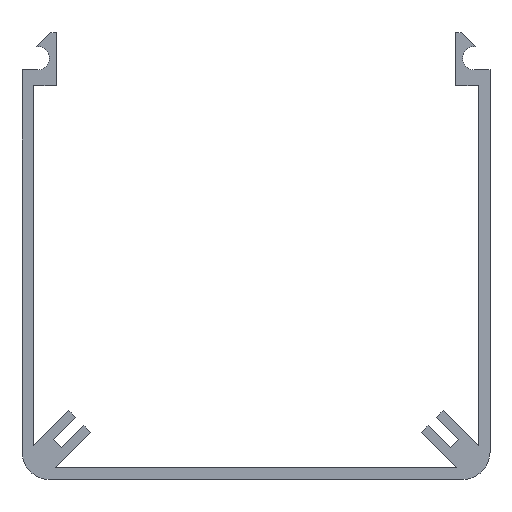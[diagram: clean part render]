
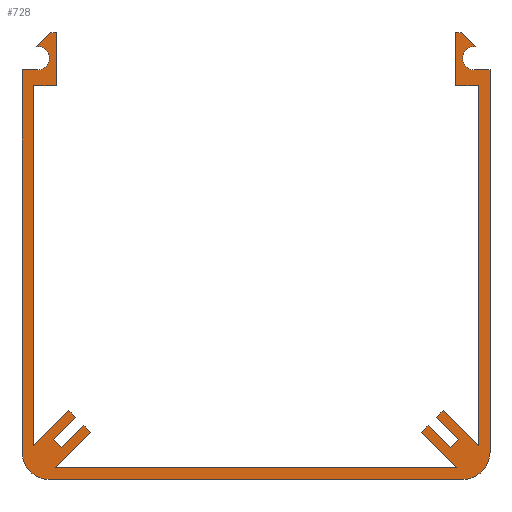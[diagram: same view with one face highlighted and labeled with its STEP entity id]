
A CAD part, top view. The second image highlights one B-rep face of the part: STEP entity #728.
In plain terms, the highlighted planar face has unit normal (0, 0, 1).
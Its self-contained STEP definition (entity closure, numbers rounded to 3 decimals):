
#46=PLANE('',#792);
#82=FACE_OUTER_BOUND('',#118,.T.);
#118=EDGE_LOOP('',(#655,#656,#657,#658,#659,#660,#661,#662,#663,#664,#665,
#666,#667,#668,#669,#670,#671,#672,#673,#674,#675,#676,#677,#678,#679,#680,
#681,#682,#683,#684,#685,#686,#687,#688));
#123=LINE('',#992,#217);
#155=LINE('',#1064,#249);
#156=LINE('',#1067,#250);
#158=LINE('',#1071,#252);
#161=LINE('',#1079,#255);
#163=LINE('',#1083,#257);
#165=LINE('',#1087,#259);
#167=LINE('',#1091,#261);
#169=LINE('',#1095,#263);
#171=LINE('',#1099,#265);
#173=LINE('',#1103,#267);
#175=LINE('',#1107,#269);
#177=LINE('',#1111,#271);
#179=LINE('',#1115,#273);
#181=LINE('',#1119,#275);
#183=LINE('',#1123,#277);
#185=LINE('',#1127,#279);
#187=LINE('',#1131,#281);
#189=LINE('',#1135,#283);
#191=LINE('',#1139,#285);
#193=LINE('',#1143,#287);
#195=LINE('',#1147,#289);
#197=LINE('',#1151,#291);
#199=LINE('',#1155,#293);
#201=LINE('',#1159,#295);
#203=LINE('',#1163,#297);
#205=LINE('',#1167,#299);
#207=LINE('',#1171,#301);
#209=LINE('',#1175,#303);
#212=LINE('',#1182,#306);
#217=VECTOR('',#807,10.);
#249=VECTOR('',#853,10.);
#250=VECTOR('',#856,10.);
#252=VECTOR('',#860,10.);
#255=VECTOR('',#869,10.);
#257=VECTOR('',#873,10.);
#259=VECTOR('',#877,10.);
#261=VECTOR('',#881,10.);
#263=VECTOR('',#885,10.);
#265=VECTOR('',#889,10.);
#267=VECTOR('',#893,10.);
#269=VECTOR('',#897,10.);
#271=VECTOR('',#901,10.);
#273=VECTOR('',#905,10.);
#275=VECTOR('',#909,10.);
#277=VECTOR('',#913,10.);
#279=VECTOR('',#917,10.);
#281=VECTOR('',#921,10.);
#283=VECTOR('',#925,10.);
#285=VECTOR('',#929,10.);
#287=VECTOR('',#933,10.);
#289=VECTOR('',#937,10.);
#291=VECTOR('',#941,10.);
#293=VECTOR('',#945,10.);
#295=VECTOR('',#949,10.);
#297=VECTOR('',#953,10.);
#299=VECTOR('',#957,10.);
#301=VECTOR('',#961,10.);
#303=VECTOR('',#965,10.);
#306=VECTOR('',#974,10.);
#307=CIRCLE('',#750,3.5);
#312=CIRCLE('',#758,3.5);
#313=CIRCLE('',#763,1.5);
#314=CIRCLE('',#790,1.5);
#315=VERTEX_POINT('',#979);
#316=VERTEX_POINT('',#980);
#320=VERTEX_POINT('',#990);
#352=VERTEX_POINT('',#1058);
#353=VERTEX_POINT('',#1062);
#354=VERTEX_POINT('',#1066);
#355=VERTEX_POINT('',#1070);
#356=VERTEX_POINT('',#1074);
#357=VERTEX_POINT('',#1078);
#358=VERTEX_POINT('',#1082);
#359=VERTEX_POINT('',#1086);
#360=VERTEX_POINT('',#1090);
#361=VERTEX_POINT('',#1094);
#362=VERTEX_POINT('',#1098);
#363=VERTEX_POINT('',#1102);
#364=VERTEX_POINT('',#1106);
#365=VERTEX_POINT('',#1110);
#366=VERTEX_POINT('',#1114);
#367=VERTEX_POINT('',#1118);
#368=VERTEX_POINT('',#1122);
#369=VERTEX_POINT('',#1126);
#370=VERTEX_POINT('',#1130);
#371=VERTEX_POINT('',#1134);
#372=VERTEX_POINT('',#1138);
#373=VERTEX_POINT('',#1142);
#374=VERTEX_POINT('',#1146);
#375=VERTEX_POINT('',#1150);
#376=VERTEX_POINT('',#1154);
#377=VERTEX_POINT('',#1158);
#378=VERTEX_POINT('',#1162);
#379=VERTEX_POINT('',#1166);
#380=VERTEX_POINT('',#1170);
#381=VERTEX_POINT('',#1174);
#382=VERTEX_POINT('',#1178);
#383=EDGE_CURVE('',#315,#316,#307,.T.);
#389=EDGE_CURVE('',#320,#315,#123,.T.);
#422=EDGE_CURVE('',#352,#320,#312,.T.);
#425=EDGE_CURVE('',#353,#352,#155,.T.);
#426=EDGE_CURVE('',#316,#354,#156,.T.);
#428=EDGE_CURVE('',#354,#355,#158,.T.);
#430=EDGE_CURVE('',#355,#356,#313,.T.);
#432=EDGE_CURVE('',#356,#357,#161,.T.);
#434=EDGE_CURVE('',#357,#358,#163,.T.);
#436=EDGE_CURVE('',#358,#359,#165,.T.);
#438=EDGE_CURVE('',#359,#360,#167,.T.);
#440=EDGE_CURVE('',#360,#361,#169,.T.);
#442=EDGE_CURVE('',#361,#362,#171,.T.);
#444=EDGE_CURVE('',#362,#363,#173,.T.);
#446=EDGE_CURVE('',#363,#364,#175,.T.);
#448=EDGE_CURVE('',#364,#365,#177,.T.);
#450=EDGE_CURVE('',#365,#366,#179,.T.);
#452=EDGE_CURVE('',#366,#367,#181,.T.);
#454=EDGE_CURVE('',#367,#368,#183,.T.);
#456=EDGE_CURVE('',#368,#369,#185,.T.);
#458=EDGE_CURVE('',#369,#370,#187,.T.);
#460=EDGE_CURVE('',#370,#371,#189,.T.);
#462=EDGE_CURVE('',#371,#372,#191,.T.);
#464=EDGE_CURVE('',#372,#373,#193,.T.);
#466=EDGE_CURVE('',#373,#374,#195,.T.);
#468=EDGE_CURVE('',#374,#375,#197,.T.);
#470=EDGE_CURVE('',#375,#376,#199,.T.);
#472=EDGE_CURVE('',#376,#377,#201,.T.);
#474=EDGE_CURVE('',#377,#378,#203,.T.);
#476=EDGE_CURVE('',#378,#379,#205,.T.);
#478=EDGE_CURVE('',#379,#380,#207,.T.);
#480=EDGE_CURVE('',#380,#381,#209,.T.);
#482=EDGE_CURVE('',#381,#382,#314,.T.);
#484=EDGE_CURVE('',#382,#353,#212,.T.);
#655=ORIENTED_EDGE('',*,*,#383,.F.);
#656=ORIENTED_EDGE('',*,*,#389,.F.);
#657=ORIENTED_EDGE('',*,*,#422,.F.);
#658=ORIENTED_EDGE('',*,*,#425,.F.);
#659=ORIENTED_EDGE('',*,*,#484,.F.);
#660=ORIENTED_EDGE('',*,*,#482,.F.);
#661=ORIENTED_EDGE('',*,*,#480,.F.);
#662=ORIENTED_EDGE('',*,*,#478,.F.);
#663=ORIENTED_EDGE('',*,*,#476,.F.);
#664=ORIENTED_EDGE('',*,*,#474,.F.);
#665=ORIENTED_EDGE('',*,*,#472,.F.);
#666=ORIENTED_EDGE('',*,*,#470,.F.);
#667=ORIENTED_EDGE('',*,*,#468,.F.);
#668=ORIENTED_EDGE('',*,*,#466,.F.);
#669=ORIENTED_EDGE('',*,*,#464,.F.);
#670=ORIENTED_EDGE('',*,*,#462,.F.);
#671=ORIENTED_EDGE('',*,*,#460,.F.);
#672=ORIENTED_EDGE('',*,*,#458,.F.);
#673=ORIENTED_EDGE('',*,*,#456,.F.);
#674=ORIENTED_EDGE('',*,*,#454,.F.);
#675=ORIENTED_EDGE('',*,*,#452,.F.);
#676=ORIENTED_EDGE('',*,*,#450,.F.);
#677=ORIENTED_EDGE('',*,*,#448,.F.);
#678=ORIENTED_EDGE('',*,*,#446,.F.);
#679=ORIENTED_EDGE('',*,*,#444,.F.);
#680=ORIENTED_EDGE('',*,*,#442,.F.);
#681=ORIENTED_EDGE('',*,*,#440,.F.);
#682=ORIENTED_EDGE('',*,*,#438,.F.);
#683=ORIENTED_EDGE('',*,*,#436,.F.);
#684=ORIENTED_EDGE('',*,*,#434,.F.);
#685=ORIENTED_EDGE('',*,*,#432,.F.);
#686=ORIENTED_EDGE('',*,*,#430,.F.);
#687=ORIENTED_EDGE('',*,*,#428,.F.);
#688=ORIENTED_EDGE('',*,*,#426,.F.);
#728=ADVANCED_FACE('',(#82),#46,.T.);
#750=AXIS2_PLACEMENT_3D('',#981,#797,#798);
#758=AXIS2_PLACEMENT_3D('',#1059,#847,#848);
#763=AXIS2_PLACEMENT_3D('',#1075,#864,#865);
#790=AXIS2_PLACEMENT_3D('',#1179,#969,#970);
#792=AXIS2_PLACEMENT_3D('',#1183,#975,#976);
#797=DIRECTION('center_axis',(0.,0.,-1.));
#798=DIRECTION('ref_axis',(-0.707,-0.707,0.));
#807=DIRECTION('',(-1.,0.,0.));
#847=DIRECTION('center_axis',(0.,0.,-1.));
#848=DIRECTION('ref_axis',(0.707,-0.707,0.));
#853=DIRECTION('',(0.,-1.,0.));
#856=DIRECTION('',(0.,1.,0.));
#860=DIRECTION('',(1.,0.,0.));
#864=DIRECTION('center_axis',(0.,0.,1.));
#865=DIRECTION('ref_axis',(0.,1.,0.));
#869=DIRECTION('',(0.707,0.707,0.));
#873=DIRECTION('',(1.,0.,0.));
#877=DIRECTION('',(0.,-1.,0.));
#881=DIRECTION('',(-1.,0.,0.));
#885=DIRECTION('',(0.,-1.,0.));
#889=DIRECTION('',(0.707,0.707,0.));
#893=DIRECTION('',(0.707,-0.707,0.));
#897=DIRECTION('',(-0.707,-0.707,0.));
#901=DIRECTION('',(0.707,-0.707,0.));
#905=DIRECTION('',(0.707,0.707,0.));
#909=DIRECTION('',(0.707,-0.707,0.));
#913=DIRECTION('',(-0.707,-0.707,0.));
#917=DIRECTION('',(1.,0.,0.));
#921=DIRECTION('',(-0.707,0.707,0.));
#925=DIRECTION('',(0.707,0.707,0.));
#929=DIRECTION('',(0.707,-0.707,0.));
#933=DIRECTION('',(0.707,0.707,0.));
#937=DIRECTION('',(-0.707,0.707,0.));
#941=DIRECTION('',(0.707,0.707,0.));
#945=DIRECTION('',(0.707,-0.707,0.));
#949=DIRECTION('',(0.,1.,0.));
#953=DIRECTION('',(-1.,0.,0.));
#957=DIRECTION('',(0.,1.,0.));
#961=DIRECTION('',(1.,0.,0.));
#965=DIRECTION('',(0.707,-0.707,0.));
#969=DIRECTION('center_axis',(0.,0.,1.));
#970=DIRECTION('ref_axis',(-0.069,-0.998,0.));
#974=DIRECTION('',(1.,0.,0.));
#975=DIRECTION('center_axis',(0.,0.,1.));
#976=DIRECTION('ref_axis',(1.,0.,0.));
#979=CARTESIAN_POINT('',(-26.5,0.,0.5));
#980=CARTESIAN_POINT('',(-30.,3.5,0.5));
#981=CARTESIAN_POINT('Origin',(-26.5,3.5,0.5));
#990=CARTESIAN_POINT('',(26.5,0.,0.5));
#992=CARTESIAN_POINT('',(-30.,0.,0.5));
#1058=CARTESIAN_POINT('',(30.,3.5,0.5));
#1059=CARTESIAN_POINT('Origin',(26.5,3.5,0.5));
#1062=CARTESIAN_POINT('',(30.,52.5,0.5));
#1064=CARTESIAN_POINT('',(30.,0.,0.5));
#1066=CARTESIAN_POINT('',(-30.,52.5,0.5));
#1067=CARTESIAN_POINT('',(-30.,52.5,0.5));
#1070=CARTESIAN_POINT('',(-28.,52.5,0.5));
#1071=CARTESIAN_POINT('',(-28.,52.5,0.5));
#1074=CARTESIAN_POINT('',(-28.104,55.496,0.5));
#1075=CARTESIAN_POINT('Origin',(-28.,54.,0.5));
#1078=CARTESIAN_POINT('',(-26.3,57.3,0.5));
#1079=CARTESIAN_POINT('',(-26.3,57.3,0.5));
#1082=CARTESIAN_POINT('',(-25.6,57.3,0.5));
#1083=CARTESIAN_POINT('',(-25.6,57.3,0.5));
#1086=CARTESIAN_POINT('',(-25.6,50.5,0.5));
#1087=CARTESIAN_POINT('',(-25.6,50.5,0.5));
#1090=CARTESIAN_POINT('',(-28.5,50.5,0.5));
#1091=CARTESIAN_POINT('',(-28.5,50.5,0.5));
#1094=CARTESIAN_POINT('',(-28.5,4.328,0.5));
#1095=CARTESIAN_POINT('',(-28.5,4.328,0.5));
#1098=CARTESIAN_POINT('',(-24.,8.828,0.5));
#1099=CARTESIAN_POINT('',(-24.,8.828,0.5));
#1102=CARTESIAN_POINT('',(-23.116,7.945,0.5));
#1103=CARTESIAN_POINT('',(-23.116,7.945,0.5));
#1106=CARTESIAN_POINT('',(-25.945,5.116,0.5));
#1107=CARTESIAN_POINT('',(-25.945,5.116,0.5));
#1110=CARTESIAN_POINT('',(-24.884,4.055,0.5));
#1111=CARTESIAN_POINT('',(-24.884,4.055,0.5));
#1114=CARTESIAN_POINT('',(-22.055,6.884,0.5));
#1115=CARTESIAN_POINT('',(-22.055,6.884,0.5));
#1118=CARTESIAN_POINT('',(-21.172,6.,0.5));
#1119=CARTESIAN_POINT('',(-21.172,6.,0.5));
#1122=CARTESIAN_POINT('',(-25.672,1.5,0.5));
#1123=CARTESIAN_POINT('',(-25.672,1.5,0.5));
#1126=CARTESIAN_POINT('',(25.672,1.5,0.5));
#1127=CARTESIAN_POINT('',(25.672,1.5,0.5));
#1130=CARTESIAN_POINT('',(21.172,6.,0.5));
#1131=CARTESIAN_POINT('',(21.172,6.,0.5));
#1134=CARTESIAN_POINT('',(22.055,6.884,0.5));
#1135=CARTESIAN_POINT('',(22.055,6.884,0.5));
#1138=CARTESIAN_POINT('',(24.884,4.055,0.5));
#1139=CARTESIAN_POINT('',(24.884,4.055,0.5));
#1142=CARTESIAN_POINT('',(25.945,5.116,0.5));
#1143=CARTESIAN_POINT('',(25.945,5.116,0.5));
#1146=CARTESIAN_POINT('',(23.116,7.945,0.5));
#1147=CARTESIAN_POINT('',(23.116,7.945,0.5));
#1150=CARTESIAN_POINT('',(24.,8.828,0.5));
#1151=CARTESIAN_POINT('',(24.,8.828,0.5));
#1154=CARTESIAN_POINT('',(28.5,4.328,0.5));
#1155=CARTESIAN_POINT('',(28.5,4.328,0.5));
#1158=CARTESIAN_POINT('',(28.5,50.5,0.5));
#1159=CARTESIAN_POINT('',(28.5,50.5,0.5));
#1162=CARTESIAN_POINT('',(25.6,50.5,0.5));
#1163=CARTESIAN_POINT('',(25.6,50.5,0.5));
#1166=CARTESIAN_POINT('',(25.6,57.3,0.5));
#1167=CARTESIAN_POINT('',(25.6,57.3,0.5));
#1170=CARTESIAN_POINT('',(26.3,57.3,0.5));
#1171=CARTESIAN_POINT('',(26.3,57.3,0.5));
#1174=CARTESIAN_POINT('',(28.104,55.496,0.5));
#1175=CARTESIAN_POINT('',(28.104,55.496,0.5));
#1178=CARTESIAN_POINT('',(28.,52.5,0.5));
#1179=CARTESIAN_POINT('Origin',(28.,54.,0.5));
#1182=CARTESIAN_POINT('',(30.,52.5,0.5));
#1183=CARTESIAN_POINT('Origin',(23.969,19.391,0.5));
